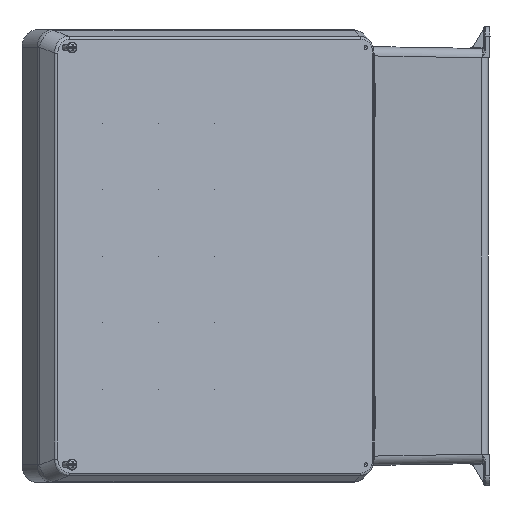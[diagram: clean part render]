
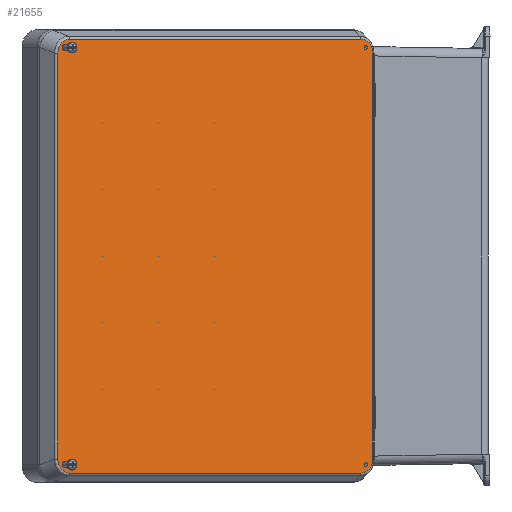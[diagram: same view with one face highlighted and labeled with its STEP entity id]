
A CAD part, left-side view. The second image highlights one B-rep face of the part: STEP entity #21655.
In plain terms, the highlighted face is planar.
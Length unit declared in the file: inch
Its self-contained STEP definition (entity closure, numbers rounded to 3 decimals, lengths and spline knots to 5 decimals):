
#413 = CARTESIAN_POINT ( 'NONE',  ( 6.34544, 0., -0.50629 ) ) ;
#429 = CARTESIAN_POINT ( 'NONE',  ( 6.05905, 0., -14.65606 ) ) ;
#1071 = CARTESIAN_POINT ( 'NONE',  ( -6.34544, 0., -0.81219 ) ) ;
#1363 = VERTEX_POINT ( 'NONE', #429 ) ;
#1647 = EDGE_LOOP ( 'NONE', ( #3551 ) ) ;
#1902 = VECTOR ( 'NONE', #3905, 39.37008 ) ;
#2292 = LINE ( 'NONE', #17749, #1902 ) ;
#2347 = CARTESIAN_POINT ( 'NONE',  ( -6.34544, 0., -0.50629 ) ) ;
#2495 = ORIENTED_EDGE ( 'NONE', *, *, #30548, .T. ) ;
#3083 = ORIENTED_EDGE ( 'NONE', *, *, #28837, .F. ) ;
#3149 =( BOUNDED_CURVE ( )  B_SPLINE_CURVE ( 3, ( #27513, #35801, #22011, #5396 ),
 .UNSPECIFIED., .F., .T. ) 
 B_SPLINE_CURVE_WITH_KNOTS ( ( 4, 4 ),
 ( 2.40401, 3.87917 ),
 .UNSPECIFIED. ) 
 CURVE ( )  GEOMETRIC_REPRESENTATION_ITEM ( )  RATIONAL_B_SPLINE_CURVE ( ( 1., 0.827, 0.827, 1. ) ) 
 REPRESENTATION_ITEM ( '' )  );
#3283 = CARTESIAN_POINT ( 'NONE',  ( 6.34544, 0., -14.52991 ) ) ;
#3317 = CARTESIAN_POINT ( 'NONE',  ( 6.34544, 0., -0.79009 ) ) ;
#3551 = ORIENTED_EDGE ( 'NONE', *, *, #24535, .F. ) ;
#3861 =( BOUNDED_CURVE ( )  B_SPLINE_CURVE ( 3, ( #3317, #413, #17041, #6109 ),
 .UNSPECIFIED., .F., .F. ) 
 B_SPLINE_CURVE_WITH_KNOTS ( ( 4, 4 ),
 ( 2.40401, 3.87917 ),
 .UNSPECIFIED. ) 
 CURVE ( )  GEOMETRIC_REPRESENTATION_ITEM ( )  RATIONAL_B_SPLINE_CURVE ( ( 1., 0.827, 0.827, 1. ) ) 
 REPRESENTATION_ITEM ( '' )  );
#3905 = DIRECTION ( 'NONE',  ( 0., 0., 1. ) ) ;
#4113 = DIRECTION ( 'NONE',  ( -1., 0., 0. ) ) ;
#4820 = CARTESIAN_POINT ( 'NONE',  ( -6.34544, 0., -14.52991 ) ) ;
#5396 = CARTESIAN_POINT ( 'NONE',  ( 5.86991, 0., -15.00544 ) ) ;
#5477 = CARTESIAN_POINT ( 'NONE',  ( 6.05905, 0., -0.60095 ) ) ;
#5923 = ORIENTED_EDGE ( 'NONE', *, *, #6205, .T. ) ;
#5977 = DIRECTION ( 'NONE',  ( 0., -1., 0. ) ) ;
#6109 = CARTESIAN_POINT ( 'NONE',  ( 5.86991, 0., -0.31456 ) ) ;
#6167 = AXIS2_PLACEMENT_3D ( 'NONE', #11017, #35910, #19327 ) ;
#6205 = EDGE_CURVE ( 'NONE', #1363, #1363, #8933, .T. ) ;
#6873 = AXIS2_PLACEMENT_3D ( 'NONE', #11135, #30438, #13962 ) ;
#6887 = CARTESIAN_POINT ( 'NONE',  ( 0., 0., -0.31456 ) ) ;
#6970 = CARTESIAN_POINT ( 'NONE',  ( -6.34544, 0., -14.52991 ) ) ;
#7753 = DIRECTION ( 'NONE',  ( -1., 0., 0. ) ) ;
#7757 = ORIENTED_EDGE ( 'NONE', *, *, #32571, .F. ) ;
#7872 = FACE_BOUND ( 'NONE', #30523, .T. ) ;
#7905 = FACE_BOUND ( 'NONE', #21534, .T. ) ;
#7934 = FACE_BOUND ( 'NONE', #1647, .T. ) ;
#7943 = FACE_OUTER_BOUND ( 'NONE', #21739, .T. ) ;
#8000 = LINE ( 'NONE', #16033, #8288 ) ;
#8188 = CARTESIAN_POINT ( 'NONE',  ( 5.86991, 0., -15.00544 ) ) ;
#8205 = PLANE ( 'NONE',  #6167 ) ;
#8288 = VECTOR ( 'NONE', #7753, 39.37008 ) ;
#8306 = DIRECTION ( 'NONE',  ( 0., 0., -1. ) ) ;
#8396 = FACE_BOUND ( 'NONE', #29955, .T. ) ;
#8583 = VERTEX_POINT ( 'NONE', #6970 ) ;
#8933 = CIRCLE ( 'NONE', #19477, 0.06299 ) ;
#9541 = ORIENTED_EDGE ( 'NONE', *, *, #9593, .F. ) ;
#9593 = EDGE_CURVE ( 'NONE', #8583, #14139, #15543, .T. ) ;
#9694 = EDGE_CURVE ( 'NONE', #29378, #35035, #14584, .T. ) ;
#10453 = CARTESIAN_POINT ( 'NONE',  ( -5.86991, 0., -15.00544 ) ) ;
#10659 = CARTESIAN_POINT ( 'NONE',  ( -6.34544, 0., -0.79009 ) ) ;
#10727 = CARTESIAN_POINT ( 'NONE',  ( -5.86991, 0., -0.31456 ) ) ;
#11017 = CARTESIAN_POINT ( 'NONE',  ( 6.66, 0., 0. ) ) ;
#11135 = CARTESIAN_POINT ( 'NONE',  ( -6.05905, 0., -14.71905 ) ) ;
#11861 = CIRCLE ( 'NONE', #26172, 0.06299 ) ;
#12219 = DIRECTION ( 'NONE',  ( 0., 1., 0. ) ) ;
#13255 = EDGE_CURVE ( 'NONE', #14139, #35035, #33300, .T. ) ;
#13962 = DIRECTION ( 'NONE',  ( 0., 0., 1. ) ) ;
#14139 = VERTEX_POINT ( 'NONE', #10659 ) ;
#14173 = VECTOR ( 'NONE', #4113, 39.37008 ) ;
#14584 = LINE ( 'NONE', #6887, #14173 ) ;
#15505 = VECTOR ( 'NONE', #34238, 39.37008 ) ;
#15543 = LINE ( 'NONE', #1071, #15505 ) ;
#15757 = VERTEX_POINT ( 'NONE', #34585 ) ;
#15769 = CARTESIAN_POINT ( 'NONE',  ( 5.86991, 0., -0.31456 ) ) ;
#16033 = CARTESIAN_POINT ( 'NONE',  ( 0., 0., -15.00544 ) ) ;
#16463 = ORIENTED_EDGE ( 'NONE', *, *, #21384, .F. ) ;
#16956 = EDGE_CURVE ( 'NONE', #23613, #25115, #2292, .T. ) ;
#17041 = CARTESIAN_POINT ( 'NONE',  ( 6.15371, 0., -0.31456 ) ) ;
#17144 = ORIENTED_EDGE ( 'NONE', *, *, #16956, .T. ) ;
#17749 = CARTESIAN_POINT ( 'NONE',  ( 6.34544, 0., -0.81219 ) ) ;
#18928 = CARTESIAN_POINT ( 'NONE',  ( -6.15371, 0., -0.31456 ) ) ;
#19327 = DIRECTION ( 'NONE',  ( 0., 0., 1. ) ) ;
#19477 = AXIS2_PLACEMENT_3D ( 'NONE', #28740, #12219, #31490 ) ;
#19931 = CIRCLE ( 'NONE', #6873, 0.1122 ) ;
#20166 = VERTEX_POINT ( 'NONE', #20518 ) ;
#20251 = ORIENTED_EDGE ( 'NONE', *, *, #9694, .T. ) ;
#20340 = ORIENTED_EDGE ( 'NONE', *, *, #21784, .T. ) ;
#20518 = CARTESIAN_POINT ( 'NONE',  ( -5.86991, 0., -15.00544 ) ) ;
#21003 = ORIENTED_EDGE ( 'NONE', *, *, #13255, .F. ) ;
#21384 = EDGE_CURVE ( 'NONE', #32958, #32958, #11861, .T. ) ;
#21424 = CARTESIAN_POINT ( 'NONE',  ( -6.34544, 0., -14.81371 ) ) ;
#21534 = EDGE_LOOP ( 'NONE', ( #16463 ) ) ;
#21655 = ADVANCED_FACE ( 'NONE', ( #7934, #7905, #7943, #8396, #7872 ), #8205, .F. ) ;
#21739 = EDGE_LOOP ( 'NONE', ( #20340, #20251, #21003, #9541, #2495, #3083, #7757, #17144 ) ) ;
#21784 = EDGE_CURVE ( 'NONE', #25115, #29378, #3861, .T. ) ;
#21832 = AXIS2_PLACEMENT_3D ( 'NONE', #22579, #5977, #25383 ) ;
#22011 = CARTESIAN_POINT ( 'NONE',  ( 6.15371, 0., -15.00544 ) ) ;
#22571 = CARTESIAN_POINT ( 'NONE',  ( -5.86991, 0., -0.31456 ) ) ;
#22579 = CARTESIAN_POINT ( 'NONE',  ( -6.05905, 0., -0.60095 ) ) ;
#23218 = CARTESIAN_POINT ( 'NONE',  ( 6.05905, 0., -0.66394 ) ) ;
#23349 = CARTESIAN_POINT ( 'NONE',  ( -6.05905, 0., -0.71315 ) ) ;
#23613 = VERTEX_POINT ( 'NONE', #3283 ) ;
#24321 = ORIENTED_EDGE ( 'NONE', *, *, #27844, .T. ) ;
#24535 = EDGE_CURVE ( 'NONE', #25683, #25683, #26593, .T. ) ;
#24889 = DIRECTION ( 'NONE',  ( 0., -1., 0. ) ) ;
#25115 = VERTEX_POINT ( 'NONE', #28471 ) ;
#25383 = DIRECTION ( 'NONE',  ( 0., 0., -1. ) ) ;
#25683 = VERTEX_POINT ( 'NONE', #23349 ) ;
#26172 = AXIS2_PLACEMENT_3D ( 'NONE', #5477, #24889, #8306 ) ;
#26593 = CIRCLE ( 'NONE', #21832, 0.1122 ) ;
#26742 =( BOUNDED_CURVE ( )  B_SPLINE_CURVE ( 3, ( #4820, #21424, #27049, #10453 ),
 .UNSPECIFIED., .F., .T. ) 
 B_SPLINE_CURVE_WITH_KNOTS ( ( 4, 4 ),
 ( 2.40401, 3.87917 ),
 .UNSPECIFIED. ) 
 CURVE ( )  GEOMETRIC_REPRESENTATION_ITEM ( )  RATIONAL_B_SPLINE_CURVE ( ( 1., 0.827, 0.827, 1. ) ) 
 REPRESENTATION_ITEM ( '' )  );
#27049 = CARTESIAN_POINT ( 'NONE',  ( -6.15371, 0., -15.00544 ) ) ;
#27327 = CARTESIAN_POINT ( 'NONE',  ( -6.34544, 0., -0.79009 ) ) ;
#27513 = CARTESIAN_POINT ( 'NONE',  ( 6.34544, 0., -14.52991 ) ) ;
#27844 = EDGE_CURVE ( 'NONE', #15757, #15757, #19931, .T. ) ;
#28471 = CARTESIAN_POINT ( 'NONE',  ( 6.34544, 0., -0.79009 ) ) ;
#28740 = CARTESIAN_POINT ( 'NONE',  ( 6.05905, 0., -14.71905 ) ) ;
#28837 = EDGE_CURVE ( 'NONE', #29511, #20166, #8000, .T. ) ;
#29378 = VERTEX_POINT ( 'NONE', #15769 ) ;
#29511 = VERTEX_POINT ( 'NONE', #8188 ) ;
#29955 = EDGE_LOOP ( 'NONE', ( #24321 ) ) ;
#30438 = DIRECTION ( 'NONE',  ( 0., 1., 0. ) ) ;
#30523 = EDGE_LOOP ( 'NONE', ( #5923 ) ) ;
#30548 = EDGE_CURVE ( 'NONE', #8583, #20166, #26742, .T. ) ;
#31490 = DIRECTION ( 'NONE',  ( 0., 0., 1. ) ) ;
#32571 = EDGE_CURVE ( 'NONE', #23613, #29511, #3149, .T. ) ;
#32958 = VERTEX_POINT ( 'NONE', #23218 ) ;
#33300 =( BOUNDED_CURVE ( )  B_SPLINE_CURVE ( 3, ( #27327, #2347, #18928, #10727 ),
 .UNSPECIFIED., .F., .T. ) 
 B_SPLINE_CURVE_WITH_KNOTS ( ( 4, 4 ),
 ( 2.40401, 3.87917 ),
 .UNSPECIFIED. ) 
 CURVE ( )  GEOMETRIC_REPRESENTATION_ITEM ( )  RATIONAL_B_SPLINE_CURVE ( ( 1., 0.827, 0.827, 1. ) ) 
 REPRESENTATION_ITEM ( '' )  );
#34238 = DIRECTION ( 'NONE',  ( 0., 0., 1. ) ) ;
#34585 = CARTESIAN_POINT ( 'NONE',  ( -6.05905, 0., -14.60685 ) ) ;
#35035 = VERTEX_POINT ( 'NONE', #22571 ) ;
#35801 = CARTESIAN_POINT ( 'NONE',  ( 6.34544, 0., -14.81371 ) ) ;
#35910 = DIRECTION ( 'NONE',  ( 0., 1., 0. ) ) ;
